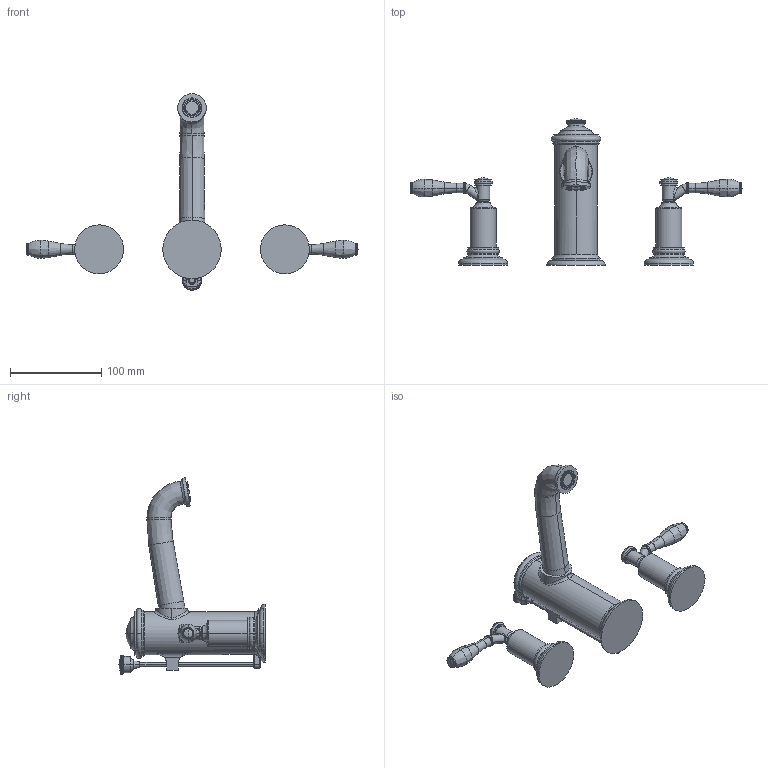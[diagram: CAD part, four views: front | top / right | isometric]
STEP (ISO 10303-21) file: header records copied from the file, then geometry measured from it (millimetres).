
FILE_DESCRIPTION((''),'2;1');
FILE_NAME('2550','2020-11-27T14:09:46',('jinson.thomas'),(''),'CREO PARAMETRIC BY PTC INC, 2018400','CREO PARAMETRIC BY PTC INC, 2018400','');
FILE_SCHEMA(('CONFIG_CONTROL_DESIGN'));
Length unit declared in the file: inch
Products named in the file (1): 2550
Bounding box: 363.22 x 160.22 x 214.92 mm (x, y, z)
Volume: 507267.9 mm3; surface area: 79240.5 mm2
Topology: 3 solids, 3 shells, 987 faces, 2245 edges, 1247 vertices
Faces by surface type: cylinder 294, plane 267, bspline 240, torus 136, sphere 44, cone 6
Entity records: 40354 total; most frequent: CARTESIAN_POINT 20357, ORIENTED_EDGE 4402, DIRECTION 3899, EDGE_CURVE 2201, AXIS2_PLACEMENT_3D 1674, VERTEX_POINT 1247, EDGE_LOOP 1016, FACE_OUTER_BOUND 987
